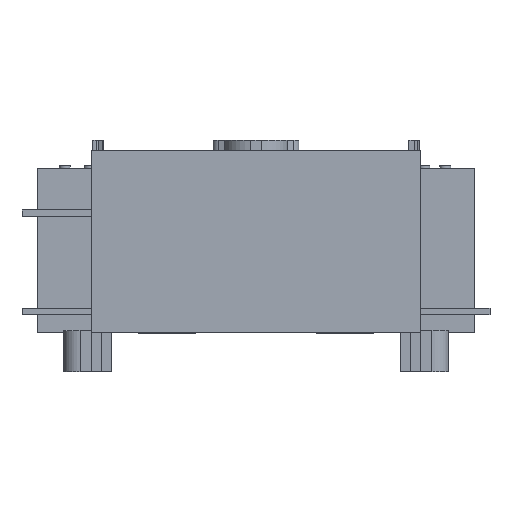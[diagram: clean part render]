
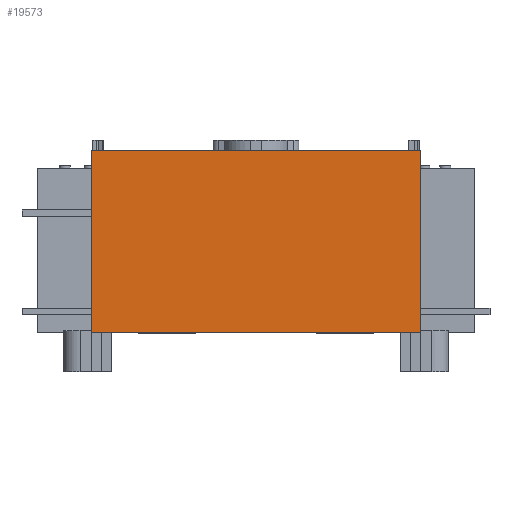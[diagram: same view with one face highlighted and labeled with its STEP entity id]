
A CAD part, left-side view. The second image highlights one B-rep face of the part: STEP entity #19573.
In plain terms, the highlighted planar face has unit normal (-1, 0, 0).
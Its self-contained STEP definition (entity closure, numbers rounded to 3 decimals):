
#2579=CARTESIAN_POINT('',(-234.,147.5,-32.));
#2580=VERTEX_POINT('',#2579);
#2587=CARTESIAN_POINT('',(-234.,147.5,131.));
#2588=VERTEX_POINT('',#2587);
#2589=CARTESIAN_POINT('',(-234.,147.5,-32.));
#2590=DIRECTION('',(0.0,0.0,1.0));
#2591=VECTOR('',#2590,163.);
#2592=LINE('',#2589,#2591);
#2593=EDGE_CURVE('',#2580,#2588,#2592,.T.);
#9154=CARTESIAN_POINT('',(-234.,-147.5,131.));
#9155=VERTEX_POINT('',#9154);
#9156=CARTESIAN_POINT('',(-234.,147.5,131.));
#9157=DIRECTION('',(0.0,-1.0,0.0));
#9158=VECTOR('',#9157,295.);
#9159=LINE('',#9156,#9158);
#9160=EDGE_CURVE('',#2588,#9155,#9159,.T.);
#13973=CARTESIAN_POINT('',(-234.,-147.5,-32.));
#13974=VERTEX_POINT('',#13973);
#13975=CARTESIAN_POINT('',(-234.,-147.5,131.));
#13976=DIRECTION('',(0.0,0.0,-1.0));
#13977=VECTOR('',#13976,163.);
#13978=LINE('',#13975,#13977);
#13979=EDGE_CURVE('',#9155,#13974,#13978,.T.);
#19557=CARTESIAN_POINT('',(-234.,142.5,30.5));
#19558=DIRECTION('',(-1.0,0.0,0.0));
#19559=DIRECTION('',(0.0,0.0,1.0));
#19560=AXIS2_PLACEMENT_3D('',#19557,#19558,#19559);
#19561=PLANE('',#19560);
#19562=ORIENTED_EDGE('',*,*,#9160,.F.);
#19563=ORIENTED_EDGE('',*,*,#2593,.F.);
#19564=CARTESIAN_POINT('',(-234.,147.5,-32.));
#19565=DIRECTION('',(0.0,-1.0,0.0));
#19566=VECTOR('',#19565,295.);
#19567=LINE('',#19564,#19566);
#19568=EDGE_CURVE('',#2580,#13974,#19567,.T.);
#19569=ORIENTED_EDGE('',*,*,#19568,.T.);
#19570=ORIENTED_EDGE('',*,*,#13979,.F.);
#19571=EDGE_LOOP('',(#19562,#19563,#19569,#19570));
#19572=FACE_OUTER_BOUND('',#19571,.T.);
#19573=ADVANCED_FACE('',(#19572),#19561,.T.);
